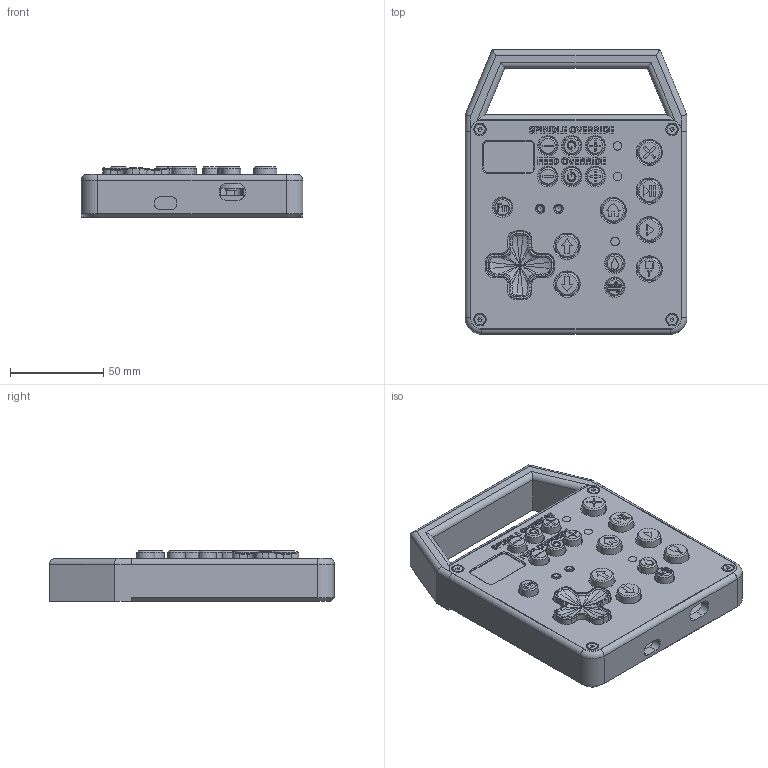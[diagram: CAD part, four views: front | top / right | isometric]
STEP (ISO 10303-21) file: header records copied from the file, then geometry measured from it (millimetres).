
FILE_DESCRIPTION(/* description */ ('STEP AP242','CAx-IF Rec.Pracs.---Representation and Presentation of Product Manufacturing Information (PMI)---4.0---2014-10-13','CAx-IF Rec.Pracs.---3D Tessellated Geometry---0.4---2014-09-14','2;1'),/* implementation_level */ '2;1');
FILE_NAME(/* name */ '63cdad692558db60b995ca49',/* time_stamp */ '2023-01-22T21:41:01+00:00',/* author */ (''),/* organization */ (''),/* preprocessor_version */ 'ST-DEVELOPER v18.102',/* originating_system */ ' ',/* authorisation */ ' ');
FILE_SCHEMA (('AP242_MANAGED_MODEL_BASED_3D_ENGINEERING_MIM_LF { 1 0 10303 442 1 1 4 }'));
Products named in the file (34): Assembly 1; Lightpipe; Start Button Cover; Reset Button Core; D-Pad Lower; Spindle Button Lightpipe; Home Button Cover; Hex socket head cap screw M3x0.50 x 6; Hex socket countersunk head screw M3x0.5 x 16; Flood Button Cover; Raise Button Lightpipe; Start Button Lightpipe; D-Pad Upper; Plus Button Core; Top Cover; Minus Button Cover; Mist Button Core; Halt Button Lightpipe; Mist Button Cover; Hold Button Lightpipe; Reset Button Cover; Minus Button Core; Plus Button Cover; Fn Button Core; Spindle Button Cover; 4mm Button Short; Flood Button Core; Bottom Enclosure; Hold Button Cover; Window; Fn Button Cover; Raise Button Cover; Home Button Lightpipe; Halt Button Cover
Assembly tree (53 placements, depth 2):
  Assembly 1
    Lightpipe  x3
    Start Button Cover
    Reset Button Core  x2
    D-Pad Lower
    Spindle Button Lightpipe
    Home Button Cover
    Hex socket head cap screw M3x0.50 x 6  x7
    Hex socket countersunk head screw M3x0.5 x 16  x4
    Flood Button Cover
    Raise Button Lightpipe  x2
    Start Button Lightpipe
    D-Pad Upper
    Plus Button Core  x2
    Top Cover
    Minus Button Cover  x2
    Mist Button Core
    Halt Button Lightpipe
    Mist Button Cover
    Hold Button Lightpipe
    Reset Button Cover  x2
    Minus Button Core  x2
    Plus Button Cover  x2
    Fn Button Core
    Spindle Button Cover
    4mm Button Short  x2
    Flood Button Core
    Bottom Enclosure
    Hold Button Cover
    Window
    Fn Button Cover
    Raise Button Cover  x2
    Home Button Lightpipe
    Halt Button Cover
Bounding box: 119 x 153 x 27.2 mm (x, y, z)
Volume: 198891.7 mm3; surface area: 123122.6 mm2
Topology: 53 solids, 53 shells, 2137 faces, 5642 edges, 3655 vertices
Faces by surface type: plane 1174, cylinder 353, cone 314, bspline 267, torus 27, sphere 2
Full cylindrical faces by diameter (mm): 1 x19, 2.3 x7, 3 x11, 3.2 x4, 3.5 x2, 4 x2, 4.56 x3, 4.6 x7, 5.5 x7, 5.54 x4, 6 x3, 7 x2, 8 x2, 9.5 x9, 10 x9, 12.5 x7, 13.1 x7, 13.75 x4, 14.2 x2, 20 x5
Entity records: 60804 total; most frequent: CARTESIAN_POINT 15096, ORIENTED_EDGE 9084, DIRECTION 7945, EDGE_CURVE 4542, VERTEX_POINT 3040, LINE 2731, VECTOR 2731, AXIS2_PLACEMENT_3D 2607
